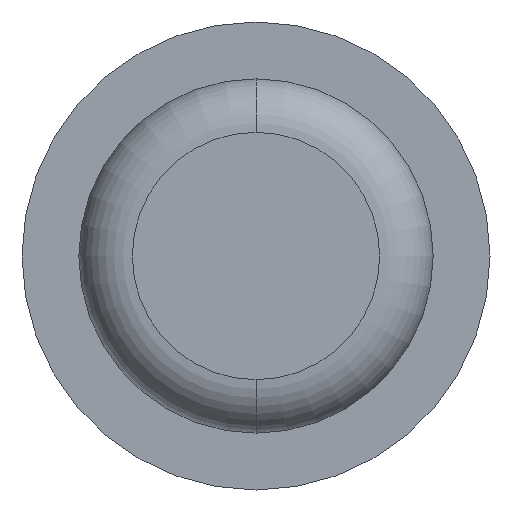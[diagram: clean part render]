
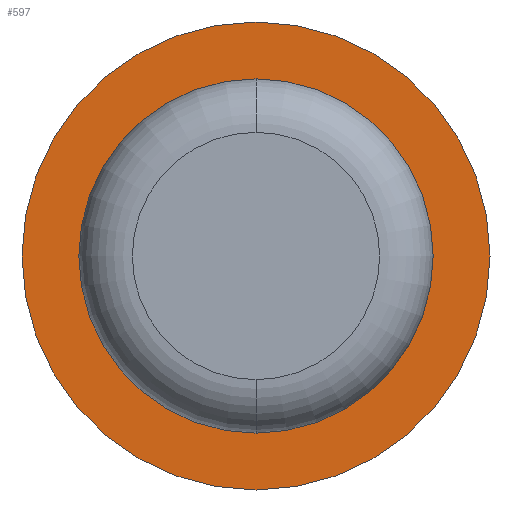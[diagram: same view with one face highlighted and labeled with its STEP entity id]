
A CAD part, front view. The second image highlights one B-rep face of the part: STEP entity #597.
In plain terms, the highlighted planar face has unit normal (0, -1, 0).
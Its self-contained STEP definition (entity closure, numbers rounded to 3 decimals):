
#264 = ORIENTED_EDGE ( 'NONE', *, *, #1398, .F. ) ;
#397 = CIRCLE ( 'NONE', #1956, 1.75 ) ;
#414 = AXIS2_PLACEMENT_3D ( 'NONE', #1853, #2695, #2429 ) ;
#597 = ADVANCED_FACE ( 'Defeature ausgef�hrt1_2', ( #1526, #2163 ), #3473, .T. ) ;
#719 = ORIENTED_EDGE ( 'NONE', *, *, #2758, .T. ) ;
#803 = AXIS2_PLACEMENT_3D ( 'NONE', #1264, #2068, #1805 ) ;
#862 = CARTESIAN_POINT ( 'NONE',  ( 0., 7.9, 0. ) ) ;
#866 = DIRECTION ( 'NONE',  ( 0., 0., -1. ) ) ;
#970 = VERTEX_POINT ( 'NONE', #3361 ) ;
#993 = CIRCLE ( 'NONE', #414, 1.75 ) ;
#1026 = CARTESIAN_POINT ( 'NONE',  ( 0., 7.9, 0. ) ) ;
#1145 = CARTESIAN_POINT ( 'NONE',  ( 0., 7.9, 1.75 ) ) ;
#1264 = CARTESIAN_POINT ( 'NONE',  ( 1.325, 7.9, 0. ) ) ;
#1325 = VERTEX_POINT ( 'NONE', #1145 ) ;
#1369 = CARTESIAN_POINT ( 'NONE',  ( 0., 7.9, -1.75 ) ) ;
#1398 = EDGE_CURVE ( 'Defeature ausgef�hrt1_1+Defeature ausgef�hrt1_2+Defeature ausgef�hrt1_2+Defeature ausgef�hrt1_2', #1659, #970, #2239, .T. ) ;
#1436 = CIRCLE ( 'NONE', #2946, 1.325 ) ;
#1526 = FACE_OUTER_BOUND ( 'NONE', #3421, .T. ) ;
#1659 = VERTEX_POINT ( 'NONE', #3017 ) ;
#1684 = CARTESIAN_POINT ( 'NONE',  ( 0., 7.9, 0. ) ) ;
#1805 = DIRECTION ( 'NONE',  ( 0., 0., -1. ) ) ;
#1825 = ORIENTED_EDGE ( 'NONE', *, *, #2598, .T. ) ;
#1853 = CARTESIAN_POINT ( 'NONE',  ( 0., 7.9, 0. ) ) ;
#1956 = AXIS2_PLACEMENT_3D ( 'NONE', #862, #2791, #3342 ) ;
#2040 = ORIENTED_EDGE ( 'NONE', *, *, #2054, .F. ) ;
#2054 = EDGE_CURVE ( 'Defeature ausgef�hrt1_1+Defeature ausgef�hrt1_2+Defeature ausgef�hrt1_2+Defeature ausgef�hrt1_2', #970, #1659, #1436, .T. ) ;
#2068 = DIRECTION ( 'NONE',  ( 0., -1., 0. ) ) ;
#2163 = FACE_BOUND ( 'NONE', #3395, .T. ) ;
#2209 = VERTEX_POINT ( 'NONE', #1369 ) ;
#2239 = CIRCLE ( 'NONE', #2500, 1.325 ) ;
#2429 = DIRECTION ( 'NONE',  ( 0., 0., -1. ) ) ;
#2500 = AXIS2_PLACEMENT_3D ( 'NONE', #1684, #3305, #866 ) ;
#2598 = EDGE_CURVE ( 'Defeature ausgef�hrt1_2+Defeature ausgef�hrt1_3+Defeature ausgef�hrt1_3+Defeature ausgef�hrt1_3', #2209, #1325, #993, .T. ) ;
#2695 = DIRECTION ( 'NONE',  ( 0., -1., 0. ) ) ;
#2758 = EDGE_CURVE ( 'Defeature ausgef�hrt1_2+Defeature ausgef�hrt1_3+Defeature ausgef�hrt1_3+Defeature ausgef�hrt1_3', #1325, #2209, #397, .T. ) ;
#2791 = DIRECTION ( 'NONE',  ( 0., -1., 0. ) ) ;
#2946 = AXIS2_PLACEMENT_3D ( 'NONE', #1026, #3221, #3249 ) ;
#3017 = CARTESIAN_POINT ( 'NONE',  ( 0., 7.9, 1.325 ) ) ;
#3221 = DIRECTION ( 'NONE',  ( 0., -1., 0. ) ) ;
#3249 = DIRECTION ( 'NONE',  ( 0., 0., -1. ) ) ;
#3305 = DIRECTION ( 'NONE',  ( 0., -1., 0. ) ) ;
#3342 = DIRECTION ( 'NONE',  ( 0., 0., -1. ) ) ;
#3361 = CARTESIAN_POINT ( 'NONE',  ( 0., 7.9, -1.325 ) ) ;
#3395 = EDGE_LOOP ( 'NONE', ( #2040, #264 ) ) ;
#3421 = EDGE_LOOP ( 'NONE', ( #1825, #719 ) ) ;
#3473 = PLANE ( 'NONE',  #803 ) ;
